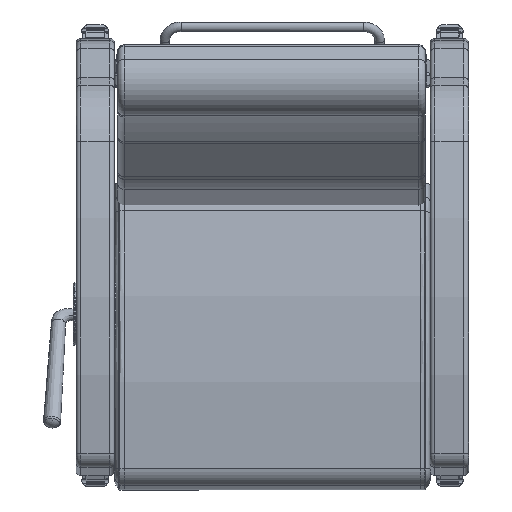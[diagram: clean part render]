
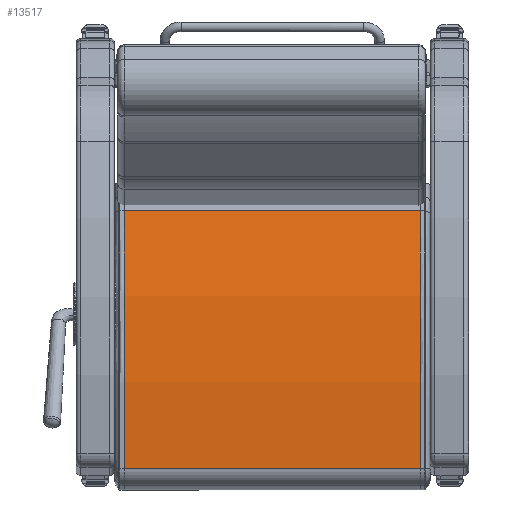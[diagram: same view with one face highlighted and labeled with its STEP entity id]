
A CAD part, front view. The second image highlights one B-rep face of the part: STEP entity #13517.
In plain terms, the highlighted free-form (B-spline) face has degree [1, 2] with [2, 3] control points.
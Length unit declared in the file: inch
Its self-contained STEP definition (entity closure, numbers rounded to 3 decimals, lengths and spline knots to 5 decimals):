
#280=(
BOUNDED_SURFACE()
B_SPLINE_SURFACE(1,2,((#22324,#22325,#22326),(#22327,#22328,#22329)),
 .UNSPECIFIED.,.F.,.F.,.F.)
B_SPLINE_SURFACE_WITH_KNOTS((2,2),(3,3),(-0.19254,0.19254),
(1.36178,1.69928),.UNSPECIFIED.)
GEOMETRIC_REPRESENTATION_ITEM()
RATIONAL_B_SPLINE_SURFACE(((1.,0.986,1.),(1.,0.986,
1.)))
REPRESENTATION_ITEM('')
SURFACE()
);
#305=ELLIPSE('',#14702,60.05357,60.);
#317=ELLIPSE('',#14744,60.05357,60.);
#1317=FACE_OUTER_BOUND('',#2211,.T.);
#2211=EDGE_LOOP('',(#9492,#9493,#9494,#9495));
#3205=LINE('',#22323,#4103);
#3206=LINE('',#22330,#4104);
#4103=VECTOR('',#16952,0.3937);
#4104=VECTOR('',#16953,0.3937);
#5865=VERTEX_POINT('',#21496);
#5866=VERTEX_POINT('',#21519);
#5906=VERTEX_POINT('',#21736);
#5907=VERTEX_POINT('',#21759);
#7151=EDGE_CURVE('',#5866,#5865,#305,.T.);
#7210=EDGE_CURVE('',#5907,#5906,#317,.T.);
#7290=EDGE_CURVE('',#5865,#5907,#3205,.T.);
#7291=EDGE_CURVE('',#5866,#5906,#3206,.T.);
#9492=ORIENTED_EDGE('',*,*,#7151,.F.);
#9493=ORIENTED_EDGE('',*,*,#7291,.T.);
#9494=ORIENTED_EDGE('',*,*,#7210,.F.);
#9495=ORIENTED_EDGE('',*,*,#7290,.F.);
#13517=ADVANCED_FACE('',(#1317),#280,.F.);
#14702=AXIS2_PLACEMENT_3D('',#21521,#16705,#16706);
#14744=AXIS2_PLACEMENT_3D('',#21761,#16814,#16815);
#16705=DIRECTION('center_axis',(0.,0.,-1.));
#16706=DIRECTION('ref_axis',(1.,0.,0.));
#16814=DIRECTION('center_axis',(0.,0.,1.));
#16815=DIRECTION('ref_axis',(1.,0.,0.));
#16952=DIRECTION('',(0.,0.,1.));
#16953=DIRECTION('',(0.,0.,1.));
#21496=CARTESIAN_POINT('',(10.1114,0.44486,-11.5625));
#21519=CARTESIAN_POINT('',(-10.04459,1.25621,-11.5625));
#21521=CARTESIAN_POINT('Origin',(-2.34979,-58.24922,-11.5625));
#21736=CARTESIAN_POINT('',(-10.04459,1.25621,11.5625));
#21759=CARTESIAN_POINT('',(10.1114,0.44486,11.5625));
#21761=CARTESIAN_POINT('Origin',(-2.34979,-58.24922,11.5625));
#22323=CARTESIAN_POINT('',(10.1114,0.44486,0.));
#22324=CARTESIAN_POINT('Ctrl Pts',(10.1114,0.44486,-11.5625));
#22325=CARTESIAN_POINT('Ctrl Pts',(0.10258,2.56602,-11.5625));
#22326=CARTESIAN_POINT('Ctrl Pts',(-10.04459,1.25621,-11.5625));
#22327=CARTESIAN_POINT('Ctrl Pts',(10.1114,0.44486,11.5625));
#22328=CARTESIAN_POINT('Ctrl Pts',(0.10258,2.56602,11.5625));
#22329=CARTESIAN_POINT('Ctrl Pts',(-10.04459,1.25621,11.5625));
#22330=CARTESIAN_POINT('',(-10.04459,1.25621,0.));
